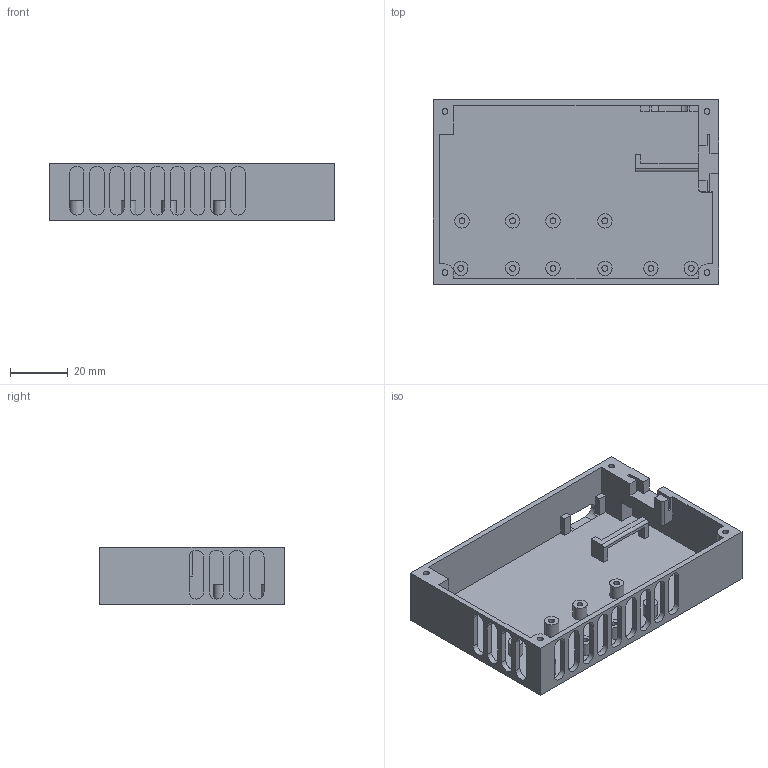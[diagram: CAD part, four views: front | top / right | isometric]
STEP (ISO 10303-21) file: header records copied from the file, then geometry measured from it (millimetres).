
FILE_DESCRIPTION(('FreeCAD Model'),'2;1');
FILE_NAME('Open CASCADE Shape Model','2025-10-17T19:27:45',(''),(''), 'Open CASCADE STEP processor 7.8','FreeCAD','Unknown');
FILE_SCHEMA(('AUTOMOTIVE_DESIGN { 1 0 10303 214 1 1 1 1 }'));
Length unit declared in the file: millimetre
Products named in the file (1): Body
Bounding box: 99 x 64 x 20 mm (x, y, z)
Volume: 26168.1 mm3; surface area: 25536.9 mm2
Topology: 1 solids, 1 shells, 159 faces, 430 edges, 281 vertices
Faces by surface type: plane 103, cylinder 56
Full cylindrical faces by diameter (mm): 2 x14, 5 x10
Entity records: 5073 total; most frequent: DIRECTION 875, CARTESIAN_POINT 865, ORIENTED_EDGE 852, EDGE_CURVE 426, LINE 297, VECTOR 297, AXIS2_PLACEMENT_3D 289, VERTEX_POINT 279
